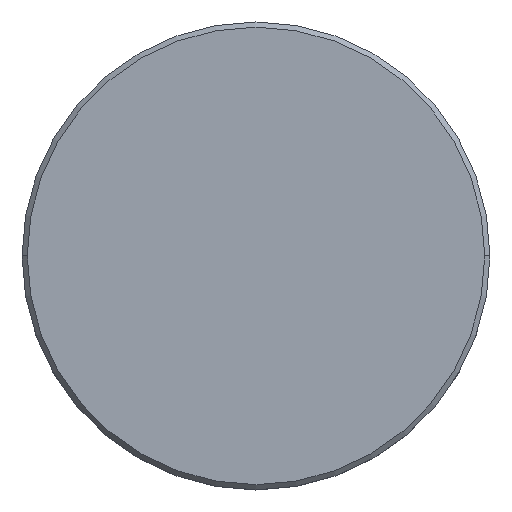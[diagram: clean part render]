
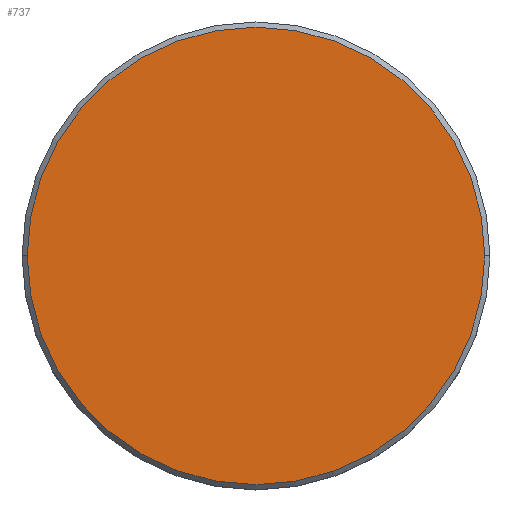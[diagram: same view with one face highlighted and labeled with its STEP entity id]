
A CAD part, top view. The second image highlights one B-rep face of the part: STEP entity #737.
In plain terms, the highlighted planar face has unit normal (0, 0, 1).
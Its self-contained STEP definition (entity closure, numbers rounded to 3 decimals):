
#63 = ORIENTED_EDGE ( 'NONE', *, *, #403, .T. ) ;
#305 = DIRECTION ( 'NONE',  ( 0., 0., 1. ) ) ;
#327 = DIRECTION ( 'NONE',  ( 0., 0., 1. ) ) ;
#355 = AXIS2_PLACEMENT_3D ( 'NONE', #572, #835, #404 ) ;
#387 = VERTEX_POINT ( 'NONE', #1112 ) ;
#403 = EDGE_CURVE ( 'NONE', #387, #514, #433, .T. ) ;
#404 = DIRECTION ( 'NONE',  ( 1., 0., 0. ) ) ;
#433 = CIRCLE ( 'NONE', #355, 22. ) ;
#434 = AXIS2_PLACEMENT_3D ( 'NONE', #1114, #305, #851 ) ;
#496 = ORIENTED_EDGE ( 'NONE', *, *, #919, .T. ) ;
#508 = EDGE_LOOP ( 'NONE', ( #63, #496 ) ) ;
#514 = VERTEX_POINT ( 'NONE', #962 ) ;
#568 = FACE_OUTER_BOUND ( 'NONE', #508, .T. ) ;
#572 = CARTESIAN_POINT ( 'NONE',  ( 0., 0., 0. ) ) ;
#737 = ADVANCED_FACE ( 'NONE', ( #568 ), #763, .T. ) ;
#763 = PLANE ( 'NONE',  #434 ) ;
#810 = CARTESIAN_POINT ( 'NONE',  ( 0., 0., 0. ) ) ;
#835 = DIRECTION ( 'NONE',  ( 0., 0., 1. ) ) ;
#851 = DIRECTION ( 'NONE',  ( 1., 0., 0. ) ) ;
#878 = CIRCLE ( 'NONE', #1045, 22. ) ;
#919 = EDGE_CURVE ( 'NONE', #514, #387, #878, .T. ) ;
#962 = CARTESIAN_POINT ( 'NONE',  ( 22., 0., 0. ) ) ;
#1045 = AXIS2_PLACEMENT_3D ( 'NONE', #810, #327, #1048 ) ;
#1048 = DIRECTION ( 'NONE',  ( 1., 0., 0. ) ) ;
#1112 = CARTESIAN_POINT ( 'NONE',  ( -22., 0., 0. ) ) ;
#1114 = CARTESIAN_POINT ( 'NONE',  ( 0., 0., 0. ) ) ;
